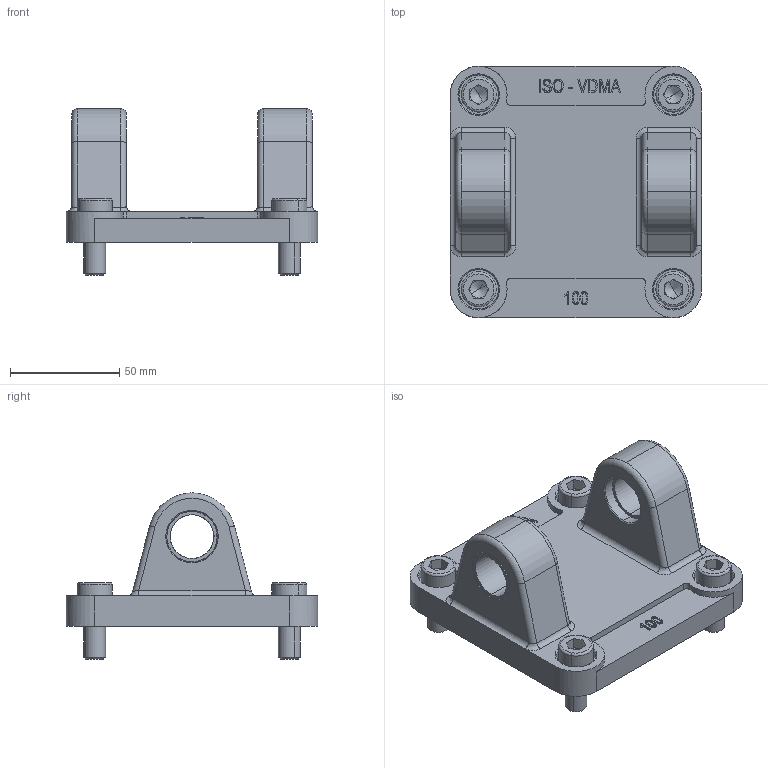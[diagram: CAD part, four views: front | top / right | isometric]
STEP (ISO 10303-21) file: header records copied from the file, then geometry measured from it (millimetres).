
FILE_DESCRIPTION (( 'STEP AP203' ), '1' );
FILE_NAME ('CFE100A1S.step', '2022-03-10T11:55:30', ( '' ), ( '' ), 'SwSTEP 2.0', 'SolidWorks 2021', '' );
FILE_SCHEMA (( 'CONFIG_CONTROL_DESIGN' ));
Length unit declared in the file: millimetre
Products named in the file (5): CFE10A0000; BC02820000; CFE100A1S; VT00710250_DIN 912 M10 x 25 --- 25C; CFE10A0B00
Assembly tree (8 placements, depth 3):
  CFE100A1S
    CFE10A0000
      CFE10A0B00
      BC02820000  x2
    VT00710250_DIN 912 M10 x 25 --- 25C  x4
Bounding box: 115 x 115 x 76 mm (x, y, z)
Volume: 250302.8 mm3; surface area: 59751.2 mm2
Topology: 7 solids, 7 shells, 381 faces, 904 edges, 558 vertices
Faces by surface type: plane 160, cylinder 82, bspline 65, cone 50, torus 24
Entity records: 12183 total; most frequent: CARTESIAN_POINT 5050, ORIENTED_EDGE 1408, DIRECTION 1234, EDGE_CURVE 704, VERTEX_POINT 443, AXIS2_PLACEMENT_3D 423, LINE 388, VECTOR 388
